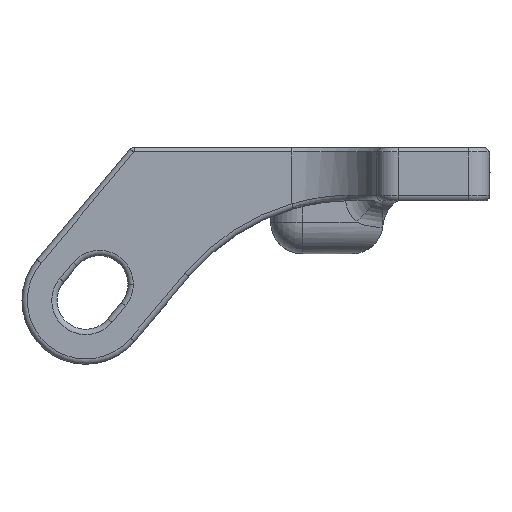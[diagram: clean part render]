
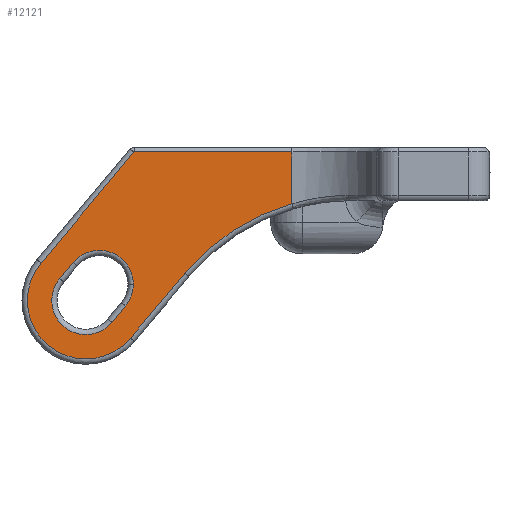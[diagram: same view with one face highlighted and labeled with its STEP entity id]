
A CAD part, left-side view. The second image highlights one B-rep face of the part: STEP entity #12121.
In plain terms, the highlighted planar face has unit normal (-1, 0, 0).
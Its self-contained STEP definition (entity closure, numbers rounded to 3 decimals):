
#460 = VERTEX_POINT ( 'NONE', #4577 ) ;
#476 = EDGE_CURVE ( 'NONE', #13642, #5125, #4649, .T. ) ;
#525 = CARTESIAN_POINT ( 'NONE',  ( -86.942, -42.257, 10.861 ) ) ;
#622 = CARTESIAN_POINT ( 'NONE',  ( -86.942, -18.625, 0.4 ) ) ;
#852 = AXIS2_PLACEMENT_3D ( 'NONE', #2253, #10962, #1023 ) ;
#854 = EDGE_CURVE ( 'NONE', #5931, #13642, #8412, .T. ) ;
#897 = ORIENTED_EDGE ( 'NONE', *, *, #8573, .T. ) ;
#1017 = VERTEX_POINT ( 'NONE', #1204 ) ;
#1023 = DIRECTION ( 'NONE',  ( 0., 1., 0. ) ) ;
#1087 = VECTOR ( 'NONE', #12793, 1000. ) ;
#1163 = ORIENTED_EDGE ( 'NONE', *, *, #7054, .T. ) ;
#1204 = CARTESIAN_POINT ( 'NONE',  ( -86.942, -34.307, 14.921 ) ) ;
#1408 = LINE ( 'NONE', #525, #1087 ) ;
#1769 = VERTEX_POINT ( 'NONE', #2765 ) ;
#1851 = LINE ( 'NONE', #2856, #6630 ) ;
#2022 = CARTESIAN_POINT ( 'NONE',  ( -86.942, -13.001, 25. ) ) ;
#2193 = DIRECTION ( 'NONE',  ( 0., 0., -1. ) ) ;
#2253 = CARTESIAN_POINT ( 'NONE',  ( -86.942, -36.758, 12.864 ) ) ;
#2281 = EDGE_CURVE ( 'NONE', #4067, #13202, #10899, .T. ) ;
#2337 = ORIENTED_EDGE ( 'NONE', *, *, #12831, .T. ) ;
#2765 = CARTESIAN_POINT ( 'NONE',  ( -86.942, -39.21, 10.807 ) ) ;
#2856 = CARTESIAN_POINT ( 'NONE',  ( -86.942, -5.94, -18.886 ) ) ;
#2939 = ORIENTED_EDGE ( 'NONE', *, *, #854, .T. ) ;
#3195 = VECTOR ( 'NONE', #6822, 1000. ) ;
#3200 = CIRCLE ( 'NONE', #10850, 3.2 ) ;
#3421 = ORIENTED_EDGE ( 'NONE', *, *, #10968, .T. ) ;
#3563 = CARTESIAN_POINT ( 'NONE',  ( -86.942, -10.842, -23. ) ) ;
#3888 = CARTESIAN_POINT ( 'NONE',  ( -86.942, -18.625, 5.287 ) ) ;
#4067 = VERTEX_POINT ( 'NONE', #3888 ) ;
#4328 = CIRCLE ( 'NONE', #4806, 3.2 ) ;
#4440 = CARTESIAN_POINT ( 'NONE',  ( -86.942, -33.831, 17.932 ) ) ;
#4564 = PLANE ( 'NONE',  #4621 ) ;
#4577 = CARTESIAN_POINT ( 'NONE',  ( -86.942, -33.558, 12.864 ) ) ;
#4621 = AXIS2_PLACEMENT_3D ( 'NONE', #6953, #5659, #11313 ) ;
#4642 = DIRECTION ( 'NONE',  ( 0., 1., 0. ) ) ;
#4649 = LINE ( 'NONE', #11178, #13519 ) ;
#4806 = AXIS2_PLACEMENT_3D ( 'NONE', #9313, #5975, #9385 ) ;
#4856 = CARTESIAN_POINT ( 'NONE',  ( -86.942, -38.044, 14.396 ) ) ;
#4865 = CARTESIAN_POINT ( 'NONE',  ( -86.942, -33.144, 0.4 ) ) ;
#5125 = VERTEX_POINT ( 'NONE', #6144 ) ;
#5390 = CARTESIAN_POINT ( 'NONE',  ( -86.942, -18.625, 20.396 ) ) ;
#5493 = CIRCLE ( 'NONE', #10819, 20.5 ) ;
#5594 = CARTESIAN_POINT ( 'NONE',  ( -86.942, -33.479, 0.4 ) ) ;
#5659 = DIRECTION ( 'NONE',  ( -1., 0., 0. ) ) ;
#5733 = DIRECTION ( 'NONE',  ( 1., 0., 0. ) ) ;
#5870 = LINE ( 'NONE', #4865, #10609 ) ;
#5931 = VERTEX_POINT ( 'NONE', #11795 ) ;
#5975 = DIRECTION ( 'NONE',  ( 1., 0., 0. ) ) ;
#6115 = ORIENTED_EDGE ( 'NONE', *, *, #2281, .T. ) ;
#6144 = CARTESIAN_POINT ( 'NONE',  ( -86.942, -28.705, 11.823 ) ) ;
#6385 = EDGE_LOOP ( 'NONE', ( #6115, #2337, #897, #2939, #13662, #13680 ) ) ;
#6630 = VECTOR ( 'NONE', #8571, 1000. ) ;
#6822 = DIRECTION ( 'NONE',  ( 0., 0.643, -0.766 ) ) ;
#6953 = CARTESIAN_POINT ( 'NONE',  ( -86.942, 40.875, 20.396 ) ) ;
#7054 = EDGE_CURVE ( 'NONE', #1017, #10657, #1851, .T. ) ;
#7091 = DIRECTION ( 'NONE',  ( -1., 0., 0. ) ) ;
#7103 = CIRCLE ( 'NONE', #852, 3.2 ) ;
#7387 = ORIENTED_EDGE ( 'NONE', *, *, #8481, .T. ) ;
#7528 = ORIENTED_EDGE ( 'NONE', *, *, #14091, .T. ) ;
#7951 = EDGE_CURVE ( 'NONE', #460, #1017, #7103, .T. ) ;
#8412 = CIRCLE ( 'NONE', #12586, 5.5 ) ;
#8481 = EDGE_CURVE ( 'NONE', #1769, #460, #4328, .T. ) ;
#8571 = DIRECTION ( 'NONE',  ( 0., -0.643, 0.766 ) ) ;
#8573 = EDGE_CURVE ( 'NONE', #10116, #5931, #1408, .T. ) ;
#8913 = EDGE_CURVE ( 'NONE', #5125, #4067, #5493, .T. ) ;
#8983 = FACE_OUTER_BOUND ( 'NONE', #6385, .T. ) ;
#9161 = CARTESIAN_POINT ( 'NONE',  ( -86.942, -35.593, 16.453 ) ) ;
#9274 = DIRECTION ( 'NONE',  ( 0., 1., 0. ) ) ;
#9313 = CARTESIAN_POINT ( 'NONE',  ( -86.942, -36.758, 12.864 ) ) ;
#9384 = CARTESIAN_POINT ( 'NONE',  ( -86.942, -40.495, 12.34 ) ) ;
#9385 = DIRECTION ( 'NONE',  ( 0., 1., 0. ) ) ;
#9642 = DIRECTION ( 'NONE',  ( 1., 0., 0. ) ) ;
#10116 = VERTEX_POINT ( 'NONE', #5594 ) ;
#10609 = VECTOR ( 'NONE', #11532, 1000. ) ;
#10657 = VERTEX_POINT ( 'NONE', #9161 ) ;
#10667 = DIRECTION ( 'NONE',  ( 0., 1., 0. ) ) ;
#10737 = VERTEX_POINT ( 'NONE', #9384 ) ;
#10819 = AXIS2_PLACEMENT_3D ( 'NONE', #2022, #9642, #10667 ) ;
#10850 = AXIS2_PLACEMENT_3D ( 'NONE', #13837, #5733, #4642 ) ;
#10899 = LINE ( 'NONE', #5390, #13963 ) ;
#10962 = DIRECTION ( 'NONE',  ( 1., 0., 0. ) ) ;
#10968 = EDGE_CURVE ( 'NONE', #10737, #1769, #12338, .T. ) ;
#11178 = CARTESIAN_POINT ( 'NONE',  ( -86.942, -28.705, 11.823 ) ) ;
#11313 = DIRECTION ( 'NONE',  ( 0., 1., 0. ) ) ;
#11532 = DIRECTION ( 'NONE',  ( 0., -1., 0. ) ) ;
#11795 = CARTESIAN_POINT ( 'NONE',  ( -86.942, -42.257, 10.861 ) ) ;
#12121 = ADVANCED_FACE ( 'NONE', ( #13560, #8983 ), #4564, .T. ) ;
#12335 = DIRECTION ( 'NONE',  ( 0., 0.643, -0.766 ) ) ;
#12338 = LINE ( 'NONE', #3563, #3195 ) ;
#12586 = AXIS2_PLACEMENT_3D ( 'NONE', #4856, #7091, #9274 ) ;
#12793 = DIRECTION ( 'NONE',  ( 0., -0.643, 0.766 ) ) ;
#12831 = EDGE_CURVE ( 'NONE', #13202, #10116, #5870, .T. ) ;
#13034 = EDGE_LOOP ( 'NONE', ( #3421, #7387, #13778, #1163, #7528 ) ) ;
#13202 = VERTEX_POINT ( 'NONE', #622 ) ;
#13519 = VECTOR ( 'NONE', #12335, 1000. ) ;
#13560 = FACE_BOUND ( 'NONE', #13034, .T. ) ;
#13642 = VERTEX_POINT ( 'NONE', #4440 ) ;
#13662 = ORIENTED_EDGE ( 'NONE', *, *, #476, .T. ) ;
#13680 = ORIENTED_EDGE ( 'NONE', *, *, #8913, .T. ) ;
#13778 = ORIENTED_EDGE ( 'NONE', *, *, #7951, .T. ) ;
#13837 = CARTESIAN_POINT ( 'NONE',  ( -86.942, -38.044, 14.396 ) ) ;
#13963 = VECTOR ( 'NONE', #2193, 1000. ) ;
#14091 = EDGE_CURVE ( 'NONE', #10657, #10737, #3200, .T. ) ;
